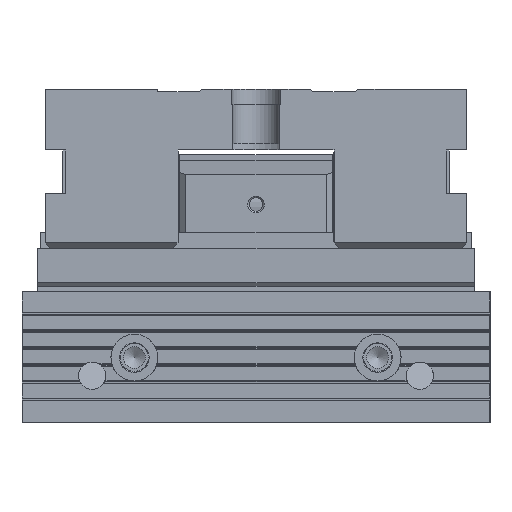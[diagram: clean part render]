
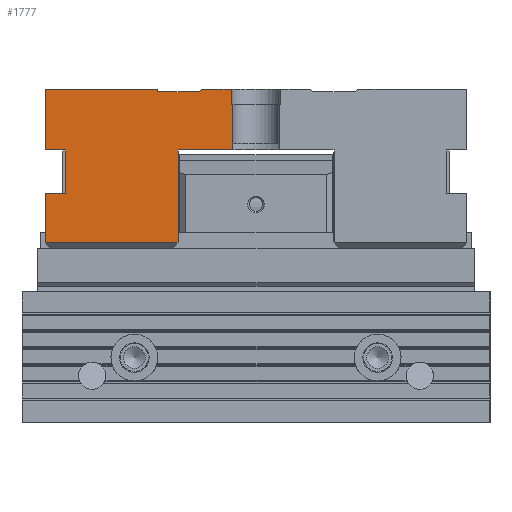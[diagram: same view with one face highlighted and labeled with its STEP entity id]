
A CAD part, left-side view. The second image highlights one B-rep face of the part: STEP entity #1777.
In plain terms, the highlighted planar face has unit normal (-1, 0, 0).
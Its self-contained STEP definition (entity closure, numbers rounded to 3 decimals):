
#1777=ADVANCED_FACE('',(#2878),#2415,.T.);
#2415=PLANE('',#12426);
#2878=FACE_OUTER_BOUND('',#3398,.T.);
#3398=EDGE_LOOP('',(#4425,#4426,#4427,#4428,#4429,#4430,#4431,#4432,#4433,
#4434,#4435,#4436,#4437,#4438,#4439,#4440,#4441));
#4425=ORIENTED_EDGE('',*,*,#8691,.F.);
#4426=ORIENTED_EDGE('',*,*,#8692,.T.);
#4427=ORIENTED_EDGE('',*,*,#8693,.F.);
#4428=ORIENTED_EDGE('',*,*,#8694,.F.);
#4429=ORIENTED_EDGE('',*,*,#8695,.T.);
#4430=ORIENTED_EDGE('',*,*,#8696,.F.);
#4431=ORIENTED_EDGE('',*,*,#8697,.F.);
#4432=ORIENTED_EDGE('',*,*,#8698,.T.);
#4433=ORIENTED_EDGE('',*,*,#8699,.T.);
#4434=ORIENTED_EDGE('',*,*,#8700,.F.);
#4435=ORIENTED_EDGE('',*,*,#8701,.F.);
#4436=ORIENTED_EDGE('',*,*,#8702,.F.);
#4437=ORIENTED_EDGE('',*,*,#8703,.T.);
#4438=ORIENTED_EDGE('',*,*,#8704,.F.);
#4439=ORIENTED_EDGE('',*,*,#8705,.F.);
#4440=ORIENTED_EDGE('',*,*,#8706,.F.);
#4441=ORIENTED_EDGE('',*,*,#8707,.F.);
#7513=VERTEX_POINT('',#17311);
#7514=VERTEX_POINT('',#17312);
#7515=VERTEX_POINT('',#17314);
#7516=VERTEX_POINT('',#17316);
#7517=VERTEX_POINT('',#17318);
#7518=VERTEX_POINT('',#17320);
#7519=VERTEX_POINT('',#17322);
#7520=VERTEX_POINT('',#17324);
#7521=VERTEX_POINT('',#17326);
#7522=VERTEX_POINT('',#17328);
#7523=VERTEX_POINT('',#17330);
#7524=VERTEX_POINT('',#17332);
#7525=VERTEX_POINT('',#17334);
#7526=VERTEX_POINT('',#17336);
#7527=VERTEX_POINT('',#17338);
#7528=VERTEX_POINT('',#17340);
#7529=VERTEX_POINT('',#17342);
#8691=EDGE_CURVE('',#7513,#7514,#10237,.T.);
#8692=EDGE_CURVE('',#7513,#7515,#10238,.T.);
#8693=EDGE_CURVE('',#7516,#7515,#10239,.T.);
#8694=EDGE_CURVE('',#7517,#7516,#10240,.T.);
#8695=EDGE_CURVE('',#7517,#7518,#10241,.T.);
#8696=EDGE_CURVE('',#7519,#7518,#10242,.T.);
#8697=EDGE_CURVE('',#7520,#7519,#10243,.T.);
#8698=EDGE_CURVE('',#7520,#7521,#10244,.T.);
#8699=EDGE_CURVE('',#7521,#7522,#10245,.T.);
#8700=EDGE_CURVE('',#7523,#7522,#10246,.T.);
#8701=EDGE_CURVE('',#7524,#7523,#10247,.T.);
#8702=EDGE_CURVE('',#7525,#7524,#10248,.T.);
#8703=EDGE_CURVE('',#7525,#7526,#10249,.T.);
#8704=EDGE_CURVE('',#7527,#7526,#10250,.T.);
#8705=EDGE_CURVE('',#7528,#7527,#10251,.T.);
#8706=EDGE_CURVE('',#7529,#7528,#10252,.T.);
#8707=EDGE_CURVE('',#7514,#7529,#10253,.T.);
#10237=LINE('',#17310,#11303);
#10238=LINE('',#17313,#11304);
#10239=LINE('',#17315,#11305);
#10240=LINE('',#17317,#11306);
#10241=LINE('',#17319,#11307);
#10242=LINE('',#17321,#11308);
#10243=LINE('',#17323,#11309);
#10244=LINE('',#17325,#11310);
#10245=LINE('',#17327,#11311);
#10246=LINE('',#17329,#11312);
#10247=LINE('',#17331,#11313);
#10248=LINE('',#17333,#11314);
#10249=LINE('',#17335,#11315);
#10250=LINE('',#17337,#11316);
#10251=LINE('',#17339,#11317);
#10252=LINE('',#17341,#11318);
#10253=LINE('',#17343,#11319);
#11303=VECTOR('',#13724,1.);
#11304=VECTOR('',#13725,1.);
#11305=VECTOR('',#13726,1.);
#11306=VECTOR('',#13727,1.);
#11307=VECTOR('',#13728,1.);
#11308=VECTOR('',#13729,1.);
#11309=VECTOR('',#13730,1.);
#11310=VECTOR('',#13731,1.);
#11311=VECTOR('',#13732,1.);
#11312=VECTOR('',#13733,1.);
#11313=VECTOR('',#13734,1.);
#11314=VECTOR('',#13735,1.);
#11315=VECTOR('',#13736,1.);
#11316=VECTOR('',#13737,1.);
#11317=VECTOR('',#13738,1.);
#11318=VECTOR('',#13739,1.);
#11319=VECTOR('',#13740,1.);
#12426=AXIS2_PLACEMENT_3D('',#17344,#13741,#13742);
#13724=DIRECTION('',(0.,0.,1.));
#13725=DIRECTION('',(0.,-1.,0.));
#13726=DIRECTION('',(0.,0.,-1.));
#13727=DIRECTION('',(0.,1.,0.));
#13728=DIRECTION('',(0.,0.,1.));
#13729=DIRECTION('',(0.,-1.,0.));
#13730=DIRECTION('',(0.,0.,-1.));
#13731=DIRECTION('',(0.,1.,0.));
#13732=DIRECTION('',(0.,0.866,-0.5));
#13733=DIRECTION('',(0.,0.,1.));
#13734=DIRECTION('',(0.,-1.,0.));
#13735=DIRECTION('',(0.,0.,-1.));
#13736=DIRECTION('',(0.,1.,0.));
#13737=DIRECTION('',(0.,0.,1.));
#13738=DIRECTION('',(0.,1.,0.));
#13739=DIRECTION('',(0.,0.,1.));
#13740=DIRECTION('',(0.,-1.,0.));
#13741=DIRECTION('',(-1.,0.,0.));
#13742=DIRECTION('',(0.,0.,1.));
#17310=CARTESIAN_POINT('',(0.,135.,0.3));
#17311=CARTESIAN_POINT('',(0.,135.,2.3));
#17312=CARTESIAN_POINT('',(0.,135.,18.1));
#17313=CARTESIAN_POINT('',(0.,67.5,2.3));
#17314=CARTESIAN_POINT('',(0.,92.5,2.3));
#17315=CARTESIAN_POINT('',(0.,92.5,0.3));
#17316=CARTESIAN_POINT('',(0.,92.5,32.1));
#17317=CARTESIAN_POINT('',(0.,67.5,32.1));
#17318=CARTESIAN_POINT('',(0.,75.,32.1));
#17319=CARTESIAN_POINT('',(0.,75.,0.3));
#17320=CARTESIAN_POINT('',(0.,75.,46.6));
#17321=CARTESIAN_POINT('',(0.,67.5,46.6));
#17322=CARTESIAN_POINT('',(0.,75.5,46.6));
#17323=CARTESIAN_POINT('',(0.,75.5,0.3));
#17324=CARTESIAN_POINT('',(0.,75.5,51.6));
#17325=CARTESIAN_POINT('',(0.,67.5,51.6));
#17326=CARTESIAN_POINT('',(0.,84.52,51.6));
#17327=CARTESIAN_POINT('',(0.,93.968,46.145));
#17328=CARTESIAN_POINT('',(0.,86.,50.745));
#17329=CARTESIAN_POINT('',(0.,86.,0.3));
#17330=CARTESIAN_POINT('',(0.,86.,50.7));
#17331=CARTESIAN_POINT('',(0.,67.5,50.7));
#17332=CARTESIAN_POINT('',(0.,99.,50.7));
#17333=CARTESIAN_POINT('',(0.,99.,0.3));
#17334=CARTESIAN_POINT('',(0.,99.,51.6));
#17335=CARTESIAN_POINT('',(0.,67.5,51.6));
#17336=CARTESIAN_POINT('',(0.,135.,51.6));
#17337=CARTESIAN_POINT('',(0.,135.,0.3));
#17338=CARTESIAN_POINT('',(0.,135.,32.1));
#17339=CARTESIAN_POINT('',(0.,67.5,32.1));
#17340=CARTESIAN_POINT('',(0.,128.5,32.1));
#17341=CARTESIAN_POINT('',(0.,128.5,0.3));
#17342=CARTESIAN_POINT('',(0.,128.5,18.1));
#17343=CARTESIAN_POINT('',(0.,67.5,18.1));
#17344=CARTESIAN_POINT('',(0.,67.5,0.3));
